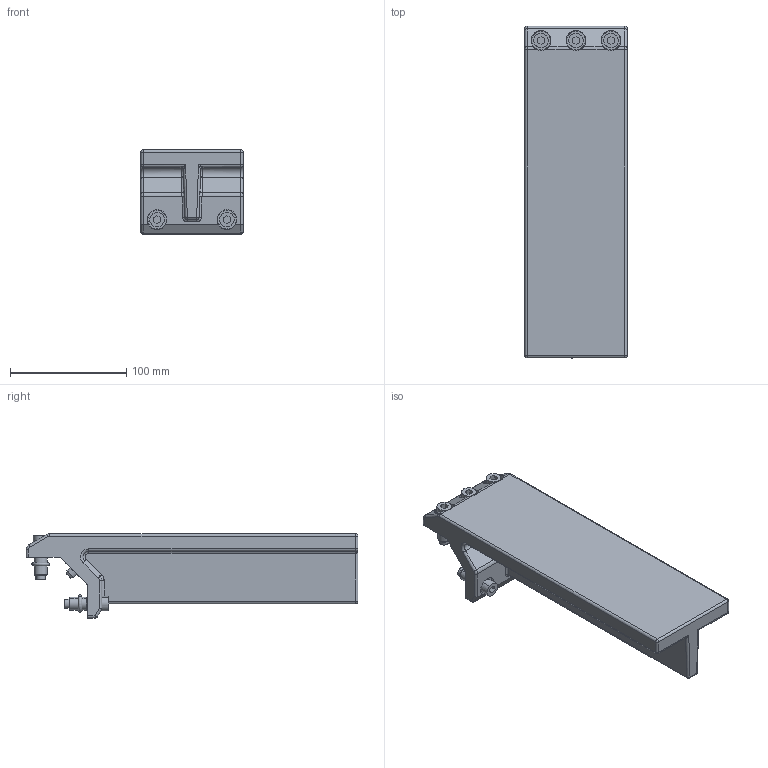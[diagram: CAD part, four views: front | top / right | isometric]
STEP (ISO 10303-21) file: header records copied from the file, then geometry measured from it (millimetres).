
FILE_DESCRIPTION(('CATIA V5 STEP Exchange'),'2;1');
FILE_NAME('AEGT231.stp','2017-07-06T00:30:48+00:00',('none'),('none'),'CATIA Version 5 Release 21 GA (IN-10)','CATIA V5 STEP AP203','none');
FILE_SCHEMA(('CONFIG_CONTROL_DESIGN'));
Length unit declared in the file: millimetre
Products named in the file (1): AEGT231
Bounding box: 88 x 285 x 72.5 mm (x, y, z)
Volume: 597150 mm3; surface area: 102851.4 mm2
Topology: 1 solids, 6 shells, 320 faces, 723 edges, 442 vertices
Faces by surface type: cylinder 143, plane 111, cone 32, torus 20, sphere 8, bspline 6
Entity records: 8910 total; most frequent: CARTESIAN_POINT 2259, ORIENTED_EDGE 1426, DIRECTION 1119, EDGE_CURVE 713, AXIS2_PLACEMENT_3D 554, VERTEX_POINT 442, EDGE_LOOP 367, VECTOR 343
